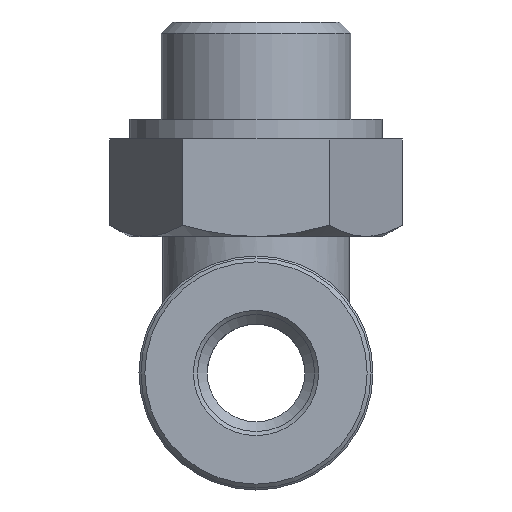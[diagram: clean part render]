
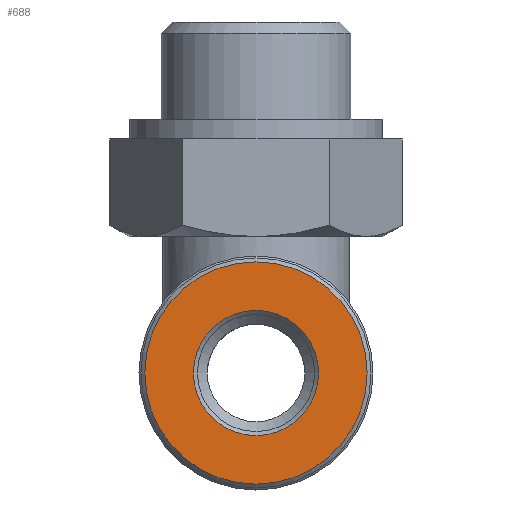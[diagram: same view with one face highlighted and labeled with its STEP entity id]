
A CAD part, left-side view. The second image highlights one B-rep face of the part: STEP entity #688.
In plain terms, the highlighted planar face has unit normal (-1, 0, 0).
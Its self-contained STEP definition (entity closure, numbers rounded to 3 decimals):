
#57=PLANE('',#772);
#149=ORIENTED_EDGE('',*,*,#304,.F.);
#150=ORIENTED_EDGE('',*,*,#305,.T.);
#304=EDGE_CURVE('',#380,#380,#434,.T.);
#305=EDGE_CURVE('',#381,#381,#435,.T.);
#380=VERTEX_POINT('',#1188);
#381=VERTEX_POINT('',#1190);
#434=CIRCLE('',#773,5.7);
#435=CIRCLE('',#774,3.212);
#487=EDGE_LOOP('',(#149));
#488=EDGE_LOOP('',(#150));
#583=FACE_BOUND('',#487,.T.);
#584=FACE_BOUND('',#488,.T.);
#688=ADVANCED_FACE('',(#583,#584),#57,.F.);
#772=AXIS2_PLACEMENT_3D('',#1186,#907,#908);
#773=AXIS2_PLACEMENT_3D('',#1187,#909,#910);
#774=AXIS2_PLACEMENT_3D('',#1189,#911,#912);
#907=DIRECTION('',(1.,0.,0.));
#908=DIRECTION('',(0.,0.,-1.));
#909=DIRECTION('',(1.,0.,0.));
#910=DIRECTION('',(0.,0.,-1.));
#911=DIRECTION('',(1.,0.,0.));
#912=DIRECTION('',(0.,0.,-1.));
#1186=CARTESIAN_POINT('',(-22.,0.,-13.));
#1187=CARTESIAN_POINT('',(-22.,0.,-13.));
#1188=CARTESIAN_POINT('',(-22.,0.,-18.7));
#1189=CARTESIAN_POINT('',(-22.,0.,-13.));
#1190=CARTESIAN_POINT('',(-22.,0.,-16.212));
